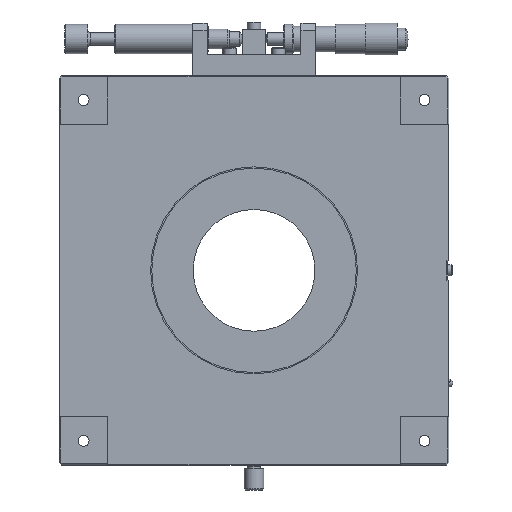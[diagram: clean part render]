
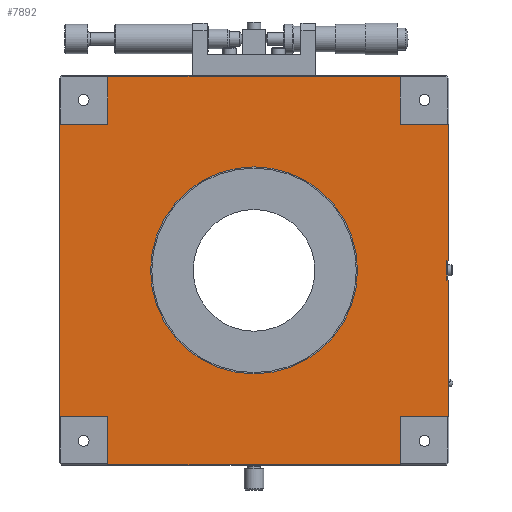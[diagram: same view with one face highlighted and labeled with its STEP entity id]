
A CAD part, front view. The second image highlights one B-rep face of the part: STEP entity #7892.
In plain terms, the highlighted planar face has unit normal (0, -1, 0).
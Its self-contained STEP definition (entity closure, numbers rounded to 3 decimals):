
#83 = AXIS2_PLACEMENT_3D ( 'NONE', #626, #617, #601 ) ;
#242 = VERTEX_POINT ( 'NONE', #6421 ) ;
#326 = DIRECTION ( 'NONE',  ( 1., 0., 0. ) ) ;
#341 = DIRECTION ( 'NONE',  ( -1., 0., 0. ) ) ;
#348 = CARTESIAN_POINT ( 'NONE',  ( 160., 0.3, 84. ) ) ;
#354 = CARTESIAN_POINT ( 'NONE',  ( 160., 0.3, 76. ) ) ;
#483 = CARTESIAN_POINT ( 'NONE',  ( 80., 0.3, 122.5 ) ) ;
#601 = DIRECTION ( 'NONE',  ( 0., 0., -1. ) ) ;
#617 = DIRECTION ( 'NONE',  ( 0., -1., 0. ) ) ;
#626 = CARTESIAN_POINT ( 'NONE',  ( 80., 0.3, 80. ) ) ;
#2290 = CARTESIAN_POINT ( 'NONE',  ( 0., 0.3, 0. ) ) ;
#2296 = DIRECTION ( 'NONE',  ( 0., 1., 0. ) ) ;
#2309 = PLANE ( 'NONE',  #8810 ) ;
#2311 = DIRECTION ( 'NONE',  ( 0., 0., 1. ) ) ;
#2758 = ORIENTED_EDGE ( 'NONE', *, *, #7026, .F. ) ;
#2763 = ORIENTED_EDGE ( 'NONE', *, *, #7549, .F. ) ;
#2802 = ORIENTED_EDGE ( 'NONE', *, *, #7590, .F. ) ;
#2809 = ORIENTED_EDGE ( 'NONE', *, *, #7586, .F. ) ;
#2810 = ORIENTED_EDGE ( 'NONE', *, *, #7594, .F. ) ;
#2812 = ORIENTED_EDGE ( 'NONE', *, *, #7591, .F. ) ;
#2815 = ORIENTED_EDGE ( 'NONE', *, *, #7574, .F. ) ;
#2818 = ORIENTED_EDGE ( 'NONE', *, *, #7588, .F. ) ;
#2821 = ORIENTED_EDGE ( 'NONE', *, *, #7578, .F. ) ;
#2830 = ORIENTED_EDGE ( 'NONE', *, *, #7564, .F. ) ;
#2835 = ORIENTED_EDGE ( 'NONE', *, *, #7589, .F. ) ;
#2837 = ORIENTED_EDGE ( 'NONE', *, *, #7596, .F. ) ;
#2838 = ORIENTED_EDGE ( 'NONE', *, *, #8184, .F. ) ;
#2855 = ORIENTED_EDGE ( 'NONE', *, *, #7583, .F. ) ;
#2860 = ORIENTED_EDGE ( 'NONE', *, *, #7570, .F. ) ;
#2861 = ORIENTED_EDGE ( 'NONE', *, *, #8169, .F. ) ;
#2862 = ORIENTED_EDGE ( 'NONE', *, *, #7593, .F. ) ;
#2866 = ORIENTED_EDGE ( 'NONE', *, *, #7563, .F. ) ;
#2943 = VERTEX_POINT ( 'NONE', #6468 ) ;
#2945 = VERTEX_POINT ( 'NONE', #6449 ) ;
#2947 = VERTEX_POINT ( 'NONE', #6503 ) ;
#2952 = VERTEX_POINT ( 'NONE', #6488 ) ;
#2959 = VERTEX_POINT ( 'NONE', #6497 ) ;
#2962 = VERTEX_POINT ( 'NONE', #6476 ) ;
#2964 = VERTEX_POINT ( 'NONE', #6474 ) ;
#2974 = VERTEX_POINT ( 'NONE', #6504 ) ;
#2978 = VERTEX_POINT ( 'NONE', #6494 ) ;
#2985 = VERTEX_POINT ( 'NONE', #6459 ) ;
#2989 = VERTEX_POINT ( 'NONE', #6454 ) ;
#2994 = VERTEX_POINT ( 'NONE', #6492 ) ;
#2995 = VERTEX_POINT ( 'NONE', #6455 ) ;
#2998 = VERTEX_POINT ( 'NONE', #6463 ) ;
#2999 = VERTEX_POINT ( 'NONE', #6470 ) ;
#3475 = DIRECTION ( 'NONE',  ( 1., 0., 0. ) ) ;
#3489 = CARTESIAN_POINT ( 'NONE',  ( 0., 0.3, 140. ) ) ;
#3509 = CARTESIAN_POINT ( 'NONE',  ( 20., 0.3, 0. ) ) ;
#3516 = CARTESIAN_POINT ( 'NONE',  ( 20., 0.3, 0. ) ) ;
#3520 = DIRECTION ( 'NONE',  ( 0., 0., -1. ) ) ;
#3522 = DIRECTION ( 'NONE',  ( 0., 0., 1. ) ) ;
#3524 = CARTESIAN_POINT ( 'NONE',  ( 0., 0.3, 20. ) ) ;
#3534 = DIRECTION ( 'NONE',  ( 0., 0., 1. ) ) ;
#3535 = DIRECTION ( 'NONE',  ( -1., 0., 0. ) ) ;
#3537 = DIRECTION ( 'NONE',  ( 1., 0., 0. ) ) ;
#3538 = CARTESIAN_POINT ( 'NONE',  ( 0., 0.3, 140. ) ) ;
#3544 = CARTESIAN_POINT ( 'NONE',  ( 140., 0.3, 0. ) ) ;
#3555 = CARTESIAN_POINT ( 'NONE',  ( 159.1, 0.3, 0. ) ) ;
#3556 = DIRECTION ( 'NONE',  ( -1., 0., 0. ) ) ;
#3563 = CARTESIAN_POINT ( 'NONE',  ( 159.8, 0.3, 0. ) ) ;
#3564 = DIRECTION ( 'NONE',  ( 0., 0., -1. ) ) ;
#3567 = DIRECTION ( 'NONE',  ( 0., 0., -1. ) ) ;
#3570 = CARTESIAN_POINT ( 'NONE',  ( 0., 0.3, 20. ) ) ;
#3571 = DIRECTION ( 'NONE',  ( 1., 0., 0. ) ) ;
#3574 = CARTESIAN_POINT ( 'NONE',  ( 159.8, 0.3, 0. ) ) ;
#3577 = DIRECTION ( 'NONE',  ( 0., 0., 1. ) ) ;
#3580 = CARTESIAN_POINT ( 'NONE',  ( 0.2, 0.3, 0. ) ) ;
#3581 = CARTESIAN_POINT ( 'NONE',  ( 0., 0.3, 0.2 ) ) ;
#3582 = DIRECTION ( 'NONE',  ( 0., 0., -1. ) ) ;
#3584 = DIRECTION ( 'NONE',  ( 0., -1., 0. ) ) ;
#3585 = CARTESIAN_POINT ( 'NONE',  ( 140., 0.3, 0. ) ) ;
#3587 = DIRECTION ( 'NONE',  ( -1., 0., 0. ) ) ;
#3588 = CARTESIAN_POINT ( 'NONE',  ( 80., 0.3, 80. ) ) ;
#3592 = CARTESIAN_POINT ( 'NONE',  ( 0., 0.3, 159.8 ) ) ;
#3594 = DIRECTION ( 'NONE',  ( 0., 0., -1. ) ) ;
#3598 = DIRECTION ( 'NONE',  ( 0., 0., -1. ) ) ;
#4162 = EDGE_LOOP ( 'NONE', ( #2763, #2810, #2862, #2866, #2830, #2812, #2837, #2860, #2855, #2821, #2815, #2835, #2861, #2809, #2838, #2818 ) ) ;
#4201 = EDGE_LOOP ( 'NONE', ( #2802, #2758 ) ) ;
#4211 = VERTEX_POINT ( 'NONE', #6819 ) ;
#5313 = VECTOR ( 'NONE', #3475, 1000. ) ;
#5339 = LINE ( 'NONE', #3489, #5313 ) ;
#5362 = LINE ( 'NONE', #3544, #5403 ) ;
#5364 = VECTOR ( 'NONE', #3522, 1000. ) ;
#5368 = VECTOR ( 'NONE', #3587, 1000. ) ;
#5374 = VECTOR ( 'NONE', #3534, 1000. ) ;
#5381 = VECTOR ( 'NONE', #3537, 1000. ) ;
#5391 = LINE ( 'NONE', #3516, #5364 ) ;
#5396 = LINE ( 'NONE', #3538, #5381 ) ;
#5403 = VECTOR ( 'NONE', #3520, 1000. ) ;
#5405 = LINE ( 'NONE', #3524, #5417 ) ;
#5406 = LINE ( 'NONE', #3581, #5368 ) ;
#5412 = LINE ( 'NONE', #3509, #5374 ) ;
#5417 = VECTOR ( 'NONE', #3535, 1000. ) ;
#5429 = LINE ( 'NONE', #3555, #5432 ) ;
#5432 = VECTOR ( 'NONE', #3582, 1000. ) ;
#5434 = VECTOR ( 'NONE', #3571, 1000. ) ;
#5435 = VECTOR ( 'NONE', #3594, 1000. ) ;
#5439 = LINE ( 'NONE', #3592, #5434 ) ;
#5440 = LINE ( 'NONE', #3574, #5486 ) ;
#5443 = VECTOR ( 'NONE', #3556, 1000. ) ;
#5445 = VECTOR ( 'NONE', #3577, 1000. ) ;
#5455 = LINE ( 'NONE', #3570, #5443 ) ;
#5459 = LINE ( 'NONE', #3585, #5435 ) ;
#5460 = LINE ( 'NONE', #3563, #5463 ) ;
#5461 = LINE ( 'NONE', #3580, #5445 ) ;
#5463 = VECTOR ( 'NONE', #3567, 1000. ) ;
#5481 = CIRCLE ( 'NONE', #9030, 42.5 ) ;
#5486 = VECTOR ( 'NONE', #3598, 1000. ) ;
#5883 = CIRCLE ( 'NONE', #83, 42.5 ) ;
#6421 = CARTESIAN_POINT ( 'NONE',  ( 80., 0.3, 37.5 ) ) ;
#6449 = CARTESIAN_POINT ( 'NONE',  ( 159.8, 0.3, 76. ) ) ;
#6454 = CARTESIAN_POINT ( 'NONE',  ( 159.8, 0.3, 140. ) ) ;
#6455 = CARTESIAN_POINT ( 'NONE',  ( 140., 0.3, 20. ) ) ;
#6459 = CARTESIAN_POINT ( 'NONE',  ( 20., 0.3, 140. ) ) ;
#6463 = CARTESIAN_POINT ( 'NONE',  ( 20., 0.3, 0.2 ) ) ;
#6468 = CARTESIAN_POINT ( 'NONE',  ( 159.8, 0.3, 84. ) ) ;
#6470 = CARTESIAN_POINT ( 'NONE',  ( 0.2, 0.3, 140. ) ) ;
#6474 = CARTESIAN_POINT ( 'NONE',  ( 159.1, 0.3, 84. ) ) ;
#6476 = CARTESIAN_POINT ( 'NONE',  ( 159.8, 0.3, 20. ) ) ;
#6488 = CARTESIAN_POINT ( 'NONE',  ( 140., 0.3, 0.2 ) ) ;
#6492 = CARTESIAN_POINT ( 'NONE',  ( 159.1, 0.3, 76. ) ) ;
#6494 = CARTESIAN_POINT ( 'NONE',  ( 20., 0.3, 20. ) ) ;
#6497 = CARTESIAN_POINT ( 'NONE',  ( 20., 0.3, 159.8 ) ) ;
#6503 = CARTESIAN_POINT ( 'NONE',  ( 140., 0.3, 159.8 ) ) ;
#6504 = CARTESIAN_POINT ( 'NONE',  ( 140., 0.3, 140. ) ) ;
#6819 = CARTESIAN_POINT ( 'NONE',  ( 0.2, 0.3, 20. ) ) ;
#7026 = EDGE_CURVE ( 'NONE', #9219, #242, #5883, .T. ) ;
#7549 = EDGE_CURVE ( 'NONE', #2974, #2989, #5339, .T. ) ;
#7563 = EDGE_CURVE ( 'NONE', #2985, #2959, #5412, .T. ) ;
#7564 = EDGE_CURVE ( 'NONE', #2999, #2985, #5396, .T. ) ;
#7570 = EDGE_CURVE ( 'NONE', #2998, #2978, #5391, .T. ) ;
#7574 = EDGE_CURVE ( 'NONE', #2962, #2995, #5405, .T. ) ;
#7578 = EDGE_CURVE ( 'NONE', #2995, #2952, #5362, .T. ) ;
#7583 = EDGE_CURVE ( 'NONE', #2952, #2998, #5406, .T. ) ;
#7586 = EDGE_CURVE ( 'NONE', #2964, #2994, #5429, .T. ) ;
#7588 = EDGE_CURVE ( 'NONE', #2989, #2943, #5440, .T. ) ;
#7589 = EDGE_CURVE ( 'NONE', #2945, #2962, #5460, .T. ) ;
#7590 = EDGE_CURVE ( 'NONE', #242, #9219, #5481, .T. ) ;
#7591 = EDGE_CURVE ( 'NONE', #4211, #2999, #5461, .T. ) ;
#7593 = EDGE_CURVE ( 'NONE', #2959, #2947, #5439, .T. ) ;
#7594 = EDGE_CURVE ( 'NONE', #2947, #2974, #5459, .T. ) ;
#7596 = EDGE_CURVE ( 'NONE', #2978, #4211, #5455, .T. ) ;
#7892 = ADVANCED_FACE ( 'NONE', ( #8368, #8348 ), #2309, .F. ) ;
#8169 = EDGE_CURVE ( 'NONE', #2994, #2945, #8620, .T. ) ;
#8184 = EDGE_CURVE ( 'NONE', #2943, #2964, #8707, .T. ) ;
#8348 = FACE_OUTER_BOUND ( 'NONE', #4162, .T. ) ;
#8368 = FACE_BOUND ( 'NONE', #4201, .T. ) ;
#8620 = LINE ( 'NONE', #354, #8626 ) ;
#8626 = VECTOR ( 'NONE', #326, 1000. ) ;
#8666 = VECTOR ( 'NONE', #341, 1000. ) ;
#8707 = LINE ( 'NONE', #348, #8666 ) ;
#8810 = AXIS2_PLACEMENT_3D ( 'NONE', #2290, #2296, #2311 ) ;
#9030 = AXIS2_PLACEMENT_3D ( 'NONE', #3588, #3584, #3564 ) ;
#9219 = VERTEX_POINT ( 'NONE', #483 ) ;
